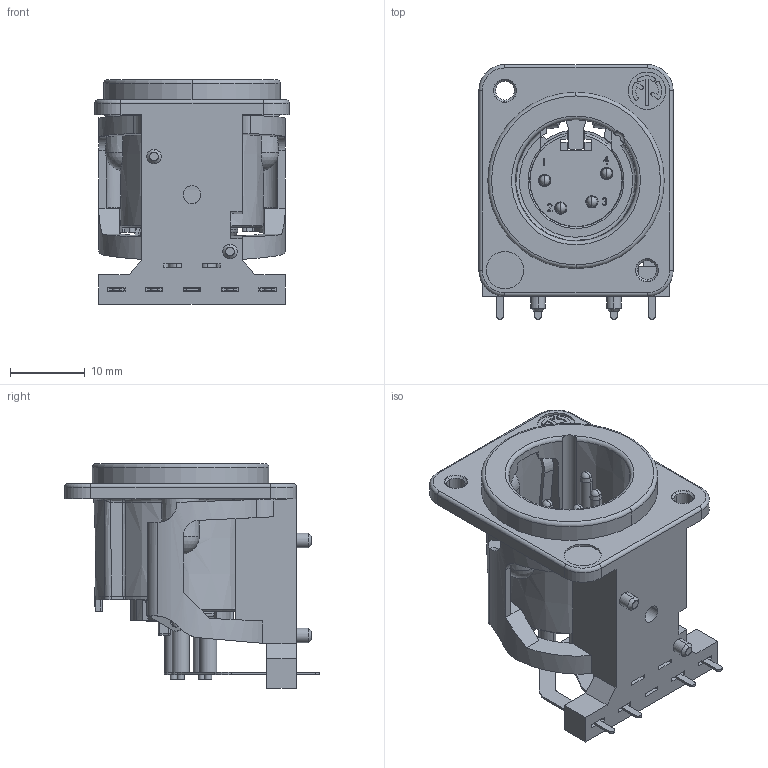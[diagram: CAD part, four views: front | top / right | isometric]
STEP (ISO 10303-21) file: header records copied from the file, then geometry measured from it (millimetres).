
FILE_DESCRIPTION((''),'2;1');
FILE_NAME('NC4MDM3-H-1','2021-02-24T07:53:36',('phk'),(''),'CREO PARAMETRIC BY PTC INC, 2019080','CREO PARAMETRIC BY PTC INC, 2019080','');
FILE_SCHEMA(('CONFIG_CONTROL_DESIGN'));
Length unit declared in the file: millimetre
Products named in the file (1): NC4MDM3-H-1
Bounding box: 26 x 34.05 x 30.1 mm (x, y, z)
Volume: 6785.1 mm3; surface area: 7856.6 mm2
Topology: 1 solids, 7 shells, 1188 faces, 3322 edges, 2159 vertices
Faces by surface type: plane 785, cylinder 254, bspline 61, cone 42, torus 25, sphere 21
Entity records: 40722 total; most frequent: CARTESIAN_POINT 10658, ORIENTED_EDGE 6608, DIRECTION 5712, EDGE_CURVE 3310, VECTOR 2326, LINE 2326, VERTEX_POINT 2159, AXIS2_PLACEMENT_3D 1693
